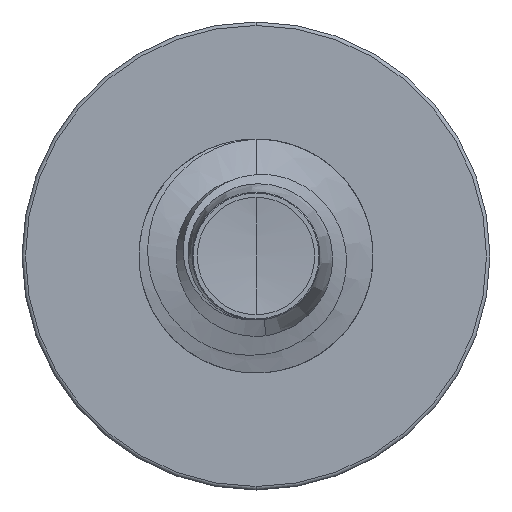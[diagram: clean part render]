
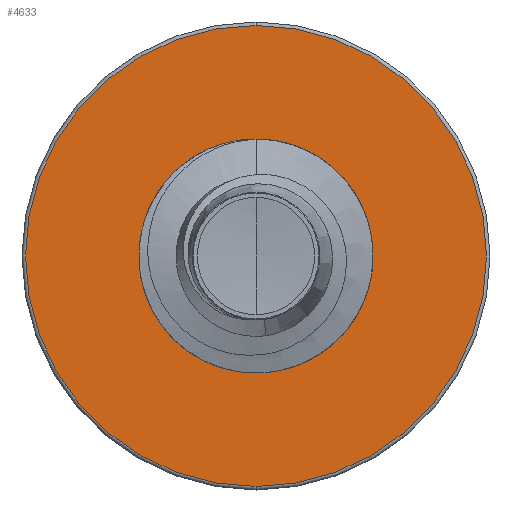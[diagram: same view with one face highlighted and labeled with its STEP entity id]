
A CAD part, front view. The second image highlights one B-rep face of the part: STEP entity #4633.
In plain terms, the highlighted planar face has unit normal (0, -1, 0).
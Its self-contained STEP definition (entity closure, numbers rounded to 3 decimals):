
#192 = AXIS2_PLACEMENT_3D ( 'NONE', #10330, #10318, #10316 ) ;
#470 = EDGE_LOOP ( 'NONE', ( #9345, #11674 ) ) ;
#978 = CARTESIAN_POINT ( 'NONE',  ( 0., 9., -1.989 ) ) ;
#1012 = CARTESIAN_POINT ( 'NONE',  ( 0., 9., 3.94 ) ) ;
#2642 = CARTESIAN_POINT ( 'NONE',  ( 0., 9., -3.94 ) ) ;
#2953 = ORIENTED_EDGE ( 'NONE', *, *, #7965, .T. ) ;
#3445 = VERTEX_POINT ( 'NONE', #12661 ) ;
#3714 = FACE_OUTER_BOUND ( 'NONE', #470, .T. ) ;
#4127 = EDGE_CURVE ( 'NONE', #3445, #7010, #12992, .T. ) ;
#4556 = AXIS2_PLACEMENT_3D ( 'NONE', #11692, #11689, #11677 ) ;
#4633 = ADVANCED_FACE ( 'NONE', ( #3714, #10158 ), #10839, .F. ) ;
#4855 = EDGE_CURVE ( 'NONE', #9480, #11652, #6805, .T. ) ;
#6805 = CIRCLE ( 'NONE', #12636, 3.94 ) ;
#7010 = VERTEX_POINT ( 'NONE', #978 ) ;
#7965 = EDGE_CURVE ( 'NONE', #7010, #3445, #12198, .T. ) ;
#8338 = EDGE_CURVE ( 'NONE', #11652, #9480, #13055, .T. ) ;
#9345 = ORIENTED_EDGE ( 'NONE', *, *, #8338, .F. ) ;
#9480 = VERTEX_POINT ( 'NONE', #2642 ) ;
#9868 = DIRECTION ( 'NONE',  ( 0., 0., 1. ) ) ;
#9882 = DIRECTION ( 'NONE',  ( 0., 1., 0. ) ) ;
#10123 = AXIS2_PLACEMENT_3D ( 'NONE', #10909, #9882, #9868 ) ;
#10158 = FACE_BOUND ( 'NONE', #10286, .T. ) ;
#10286 = EDGE_LOOP ( 'NONE', ( #13272, #2953 ) ) ;
#10316 = DIRECTION ( 'NONE',  ( 0., 0., 1. ) ) ;
#10318 = DIRECTION ( 'NONE',  ( 0., 1., 0. ) ) ;
#10330 = CARTESIAN_POINT ( 'NONE',  ( 0., 9., 0. ) ) ;
#10365 = AXIS2_PLACEMENT_3D ( 'NONE', #11516, #11512, #11499 ) ;
#10478 = DIRECTION ( 'NONE',  ( 0., 0., 1. ) ) ;
#10488 = DIRECTION ( 'NONE',  ( 0., 1., 0. ) ) ;
#10501 = CARTESIAN_POINT ( 'NONE',  ( 0., 9., 0. ) ) ;
#10839 = PLANE ( 'NONE',  #10123 ) ;
#10909 = CARTESIAN_POINT ( 'NONE',  ( 0., 9., -1.989 ) ) ;
#11499 = DIRECTION ( 'NONE',  ( 0., 0., 1. ) ) ;
#11512 = DIRECTION ( 'NONE',  ( 0., 1., 0. ) ) ;
#11516 = CARTESIAN_POINT ( 'NONE',  ( 0., 9., 0. ) ) ;
#11652 = VERTEX_POINT ( 'NONE', #1012 ) ;
#11674 = ORIENTED_EDGE ( 'NONE', *, *, #4855, .F. ) ;
#11677 = DIRECTION ( 'NONE',  ( 0., 0., 1. ) ) ;
#11689 = DIRECTION ( 'NONE',  ( 0., 1., 0. ) ) ;
#11692 = CARTESIAN_POINT ( 'NONE',  ( 0., 9., 0. ) ) ;
#12198 = CIRCLE ( 'NONE', #4556, 1.989 ) ;
#12636 = AXIS2_PLACEMENT_3D ( 'NONE', #10501, #10488, #10478 ) ;
#12661 = CARTESIAN_POINT ( 'NONE',  ( 0., 9., 1.989 ) ) ;
#12992 = CIRCLE ( 'NONE', #10365, 1.989 ) ;
#13055 = CIRCLE ( 'NONE', #192, 3.94 ) ;
#13272 = ORIENTED_EDGE ( 'NONE', *, *, #4127, .T. ) ;
